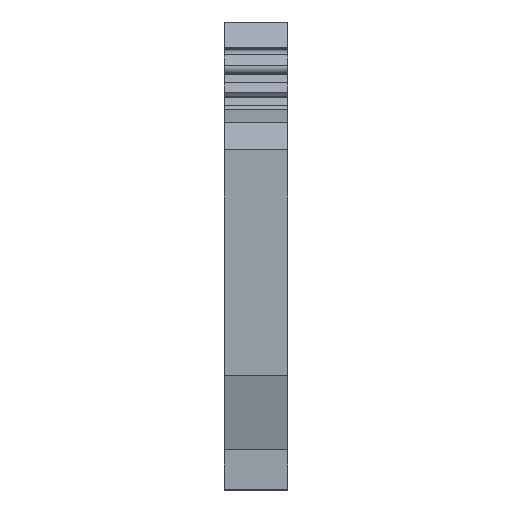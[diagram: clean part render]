
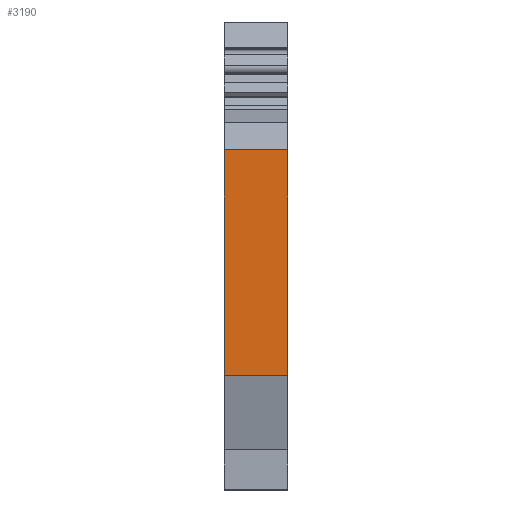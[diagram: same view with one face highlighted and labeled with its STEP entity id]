
A CAD part, left-side view. The second image highlights one B-rep face of the part: STEP entity #3190.
In plain terms, the highlighted planar face has unit normal (-1, 0, 0).
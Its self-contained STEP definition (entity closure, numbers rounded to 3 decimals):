
#220=ORIENTED_EDGE('',*,*,#1177,.T.);
#221=ORIENTED_EDGE('',*,*,#1178,.T.);
#222=ORIENTED_EDGE('',*,*,#1179,.F.);
#223=ORIENTED_EDGE('',*,*,#1180,.F.);
#1177=EDGE_CURVE('',#1654,#1655,#1979,.T.);
#1178=EDGE_CURVE('',#1655,#1656,#1980,.T.);
#1179=EDGE_CURVE('',#1657,#1656,#1981,.T.);
#1180=EDGE_CURVE('',#1654,#1657,#1982,.T.);
#1654=VERTEX_POINT('',#4647);
#1655=VERTEX_POINT('',#4648);
#1656=VERTEX_POINT('',#4650);
#1657=VERTEX_POINT('',#4652);
#1979=LINE('',#4646,#2347);
#1980=LINE('',#4649,#2348);
#1981=LINE('',#4651,#2349);
#1982=LINE('',#4653,#2350);
#2347=VECTOR('',#3697,1000.);
#2348=VECTOR('',#3698,1000.);
#2349=VECTOR('',#3699,1000.);
#2350=VECTOR('',#3700,1000.);
#2697=EDGE_LOOP('',(#220,#221,#222,#223));
#2887=FACE_BOUND('',#2697,.T.);
#3076=PLANE('',#3376);
#3190=ADVANCED_FACE('',(#2887),#3076,.T.);
#3376=AXIS2_PLACEMENT_3D('',#4645,#3695,#3696);
#3695=DIRECTION('',(-1.,0.,0.));
#3696=DIRECTION('',(0.,0.,1.));
#3697=DIRECTION('',(0.,0.,1.));
#3698=DIRECTION('',(0.,1.,0.));
#3699=DIRECTION('',(0.,0.,1.));
#3700=DIRECTION('',(0.,1.,0.));
#4645=CARTESIAN_POINT('',(-26.,-8.,-14.9));
#4646=CARTESIAN_POINT('',(-26.,-8.,-14.9));
#4647=CARTESIAN_POINT('',(-26.,-8.,-14.9));
#4648=CARTESIAN_POINT('',(-26.,-8.,13.296));
#4649=CARTESIAN_POINT('',(-26.,-8.,13.296));
#4650=CARTESIAN_POINT('',(-26.,0.,13.296));
#4651=CARTESIAN_POINT('',(-26.,0.,-14.9));
#4652=CARTESIAN_POINT('',(-26.,0.,-14.9));
#4653=CARTESIAN_POINT('',(-26.,-8.,-14.9));
